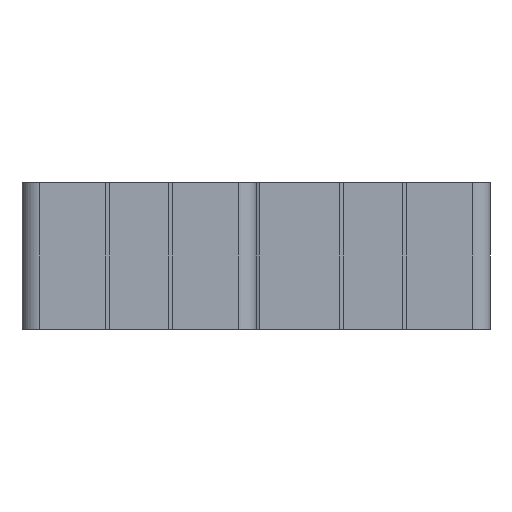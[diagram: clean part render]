
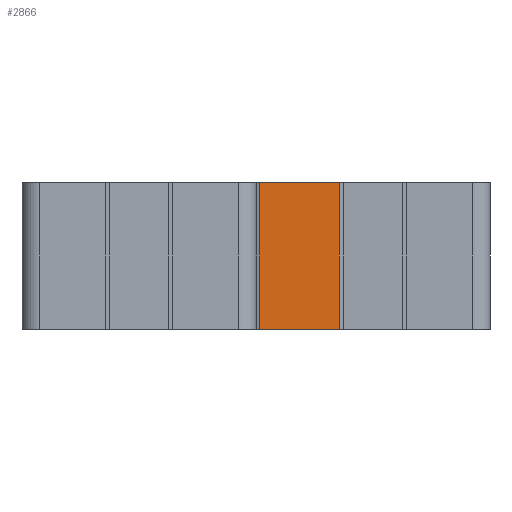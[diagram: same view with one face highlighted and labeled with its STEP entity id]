
A CAD part, front view. The second image highlights one B-rep face of the part: STEP entity #2866.
In plain terms, the highlighted planar face has unit normal (0, -1, 0).
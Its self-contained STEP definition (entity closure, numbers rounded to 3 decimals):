
#2810=CARTESIAN_POINT('',(34.2,-20.,25.0));
#2811=VERTEX_POINT('',#2810);
#2818=CARTESIAN_POINT('',(34.2,-20.,0.0));
#2819=VERTEX_POINT('',#2818);
#2820=CARTESIAN_POINT('',(34.2,-20.,0.0));
#2821=DIRECTION('',(0.0,0.0,1.0));
#2822=VECTOR('',#2821,25.0);
#2823=LINE('',#2820,#2822);
#2824=EDGE_CURVE('',#2819,#2811,#2823,.T.);
#2836=CARTESIAN_POINT('',(34.2,-20.,0.0));
#2837=DIRECTION('',(0.0,-1.0,0.0));
#2838=DIRECTION('',(0.0,0.0,-1.0));
#2839=AXIS2_PLACEMENT_3D('',#2836,#2837,#2838);
#2840=PLANE('',#2839);
#2841=CARTESIAN_POINT('',(20.585,-20.,25.0));
#2842=VERTEX_POINT('',#2841);
#2843=CARTESIAN_POINT('',(34.2,-20.,25.0));
#2844=DIRECTION('',(-1.0,0.0,0.0));
#2845=VECTOR('',#2844,13.615);
#2846=LINE('',#2843,#2845);
#2847=EDGE_CURVE('',#2811,#2842,#2846,.T.);
#2848=ORIENTED_EDGE('',*,*,#2847,.T.);
#2849=CARTESIAN_POINT('',(20.585,-20.,0.0));
#2850=VERTEX_POINT('',#2849);
#2851=CARTESIAN_POINT('',(20.585,-20.,0.0));
#2852=DIRECTION('',(0.0,0.0,1.0));
#2853=VECTOR('',#2852,25.0);
#2854=LINE('',#2851,#2853);
#2855=EDGE_CURVE('',#2850,#2842,#2854,.T.);
#2856=ORIENTED_EDGE('',*,*,#2855,.F.);
#2857=CARTESIAN_POINT('',(34.2,-20.,0.0));
#2858=DIRECTION('',(-1.0,0.0,0.0));
#2859=VECTOR('',#2858,13.615);
#2860=LINE('',#2857,#2859);
#2861=EDGE_CURVE('',#2819,#2850,#2860,.T.);
#2862=ORIENTED_EDGE('',*,*,#2861,.F.);
#2863=ORIENTED_EDGE('',*,*,#2824,.T.);
#2864=EDGE_LOOP('',(#2848,#2856,#2862,#2863));
#2865=FACE_OUTER_BOUND('',#2864,.T.);
#2866=ADVANCED_FACE('',(#2865),#2840,.T.);
